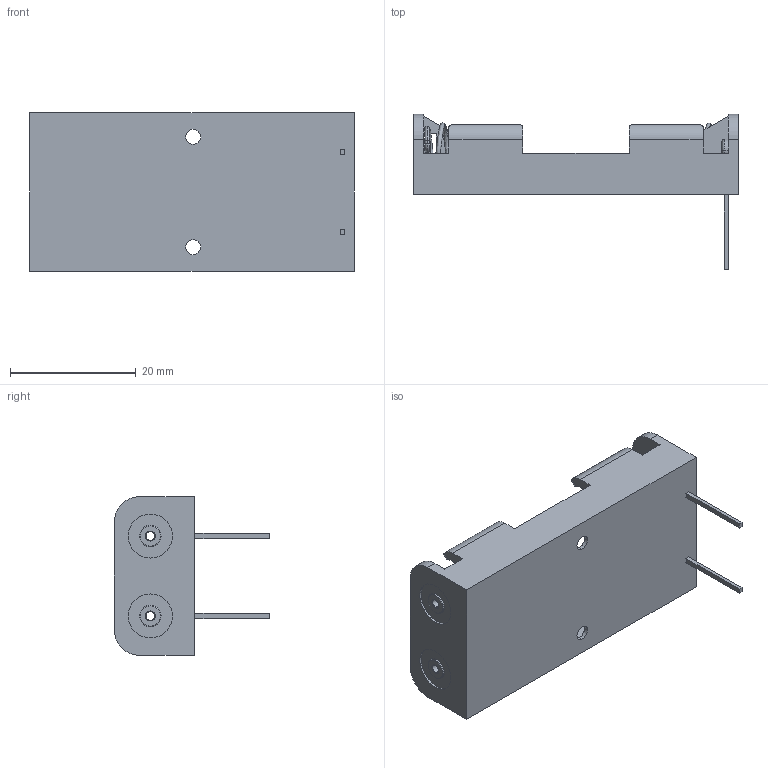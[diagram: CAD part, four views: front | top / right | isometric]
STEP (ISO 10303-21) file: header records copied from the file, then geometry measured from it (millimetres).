
FILE_DESCRIPTION (( 'STEP AP214' ), '1' );
FILE_NAME ('BH2AAAPC.STEP', '2020-01-02T08:11:55', ( '' ), ( '' ), 'SwSTEP 2.0', 'SolidWorks 2017', '' );
FILE_SCHEMA (( 'AUTOMOTIVE_DESIGN' ));
Length unit declared in the file: millimetre
Products named in the file (1): BH2AAAPC
Bounding box: 51.6 x 24.64 x 25.2 mm (x, y, z)
Volume: 4344.8 mm3; surface area: 6781.7 mm2
Topology: 7 solids, 7 shells, 310 faces, 761 edges, 494 vertices
Faces by surface type: plane 163, cylinder 99, torus 44, bspline 4
Entity records: 12147 total; most frequent: CARTESIAN_POINT 4480, DIRECTION 1623, ORIENTED_EDGE 1522, EDGE_CURVE 761, AXIS2_PLACEMENT_3D 585, VERTEX_POINT 494, LINE 453, VECTOR 453
